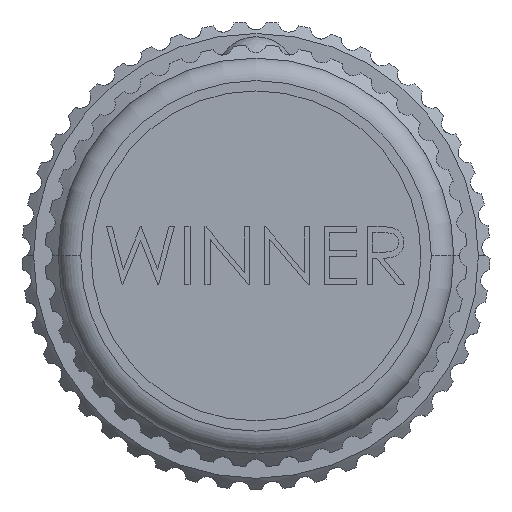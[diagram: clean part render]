
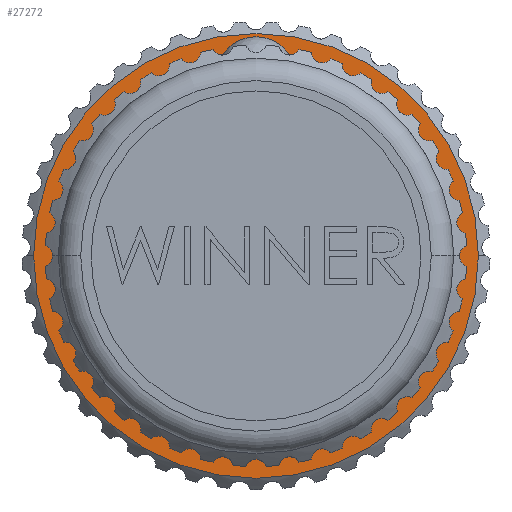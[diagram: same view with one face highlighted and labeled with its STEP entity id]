
A CAD part, left-side view. The second image highlights one B-rep face of the part: STEP entity #27272.
In plain terms, the highlighted planar face has unit normal (-1, 0, 0).
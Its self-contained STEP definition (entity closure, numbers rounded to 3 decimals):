
#1046 = EDGE_CURVE ( 'NONE', #13450, #23760, #16659, .T. ) ;
#1070 = ORIENTED_EDGE ( 'NONE', *, *, #1392, .T. ) ;
#1392 = EDGE_CURVE ( 'NONE', #26481, #15777, #8581, .T. ) ;
#1523 = AXIS2_PLACEMENT_3D ( 'NONE', #23709, #19293, #21647 ) ;
#1791 = DIRECTION ( 'NONE',  ( 0., -1., 0. ) ) ;
#1959 = DIRECTION ( 'NONE',  ( 0., -1., 0. ) ) ;
#3325 = CARTESIAN_POINT ( 'NONE',  ( -7.9, 0., 0. ) ) ;
#3666 = CARTESIAN_POINT ( 'NONE',  ( -7.9, 8.56, 0. ) ) ;
#4696 = ORIENTED_EDGE ( 'NONE', *, *, #1046, .F. ) ;
#4759 = FACE_OUTER_BOUND ( 'NONE', #7780, .T. ) ;
#5330 = AXIS2_PLACEMENT_3D ( 'NONE', #3325, #11618, #11709 ) ;
#6241 = CIRCLE ( 'NONE', #1523, 8.56 ) ;
#7202 = AXIS2_PLACEMENT_3D ( 'NONE', #19961, #20056, #1791 ) ;
#7780 = EDGE_LOOP ( 'NONE', ( #25755, #1070 ) ) ;
#8581 = CIRCLE ( 'NONE', #5330, 15.3 ) ;
#9414 = AXIS2_PLACEMENT_3D ( 'NONE', #19006, #21279, #20987 ) ;
#11102 = CARTESIAN_POINT ( 'NONE',  ( -7.9, 0., 0. ) ) ;
#11618 = DIRECTION ( 'NONE',  ( -1., 0., 0. ) ) ;
#11709 = DIRECTION ( 'NONE',  ( 0., -1., 0. ) ) ;
#11803 = FACE_BOUND ( 'NONE', #18454, .T. ) ;
#13444 = AXIS2_PLACEMENT_3D ( 'NONE', #11102, #29072, #1959 ) ;
#13450 = VERTEX_POINT ( 'NONE', #20731 ) ;
#15572 = PLANE ( 'NONE',  #7202 ) ;
#15777 = VERTEX_POINT ( 'NONE', #29164 ) ;
#16659 = CIRCLE ( 'NONE', #13444, 8.56 ) ;
#18454 = EDGE_LOOP ( 'NONE', ( #4696, #22916 ) ) ;
#19006 = CARTESIAN_POINT ( 'NONE',  ( -7.9, 0., 0. ) ) ;
#19293 = DIRECTION ( 'NONE',  ( -1., 0., 0. ) ) ;
#19961 = CARTESIAN_POINT ( 'NONE',  ( -7.9, 0., 0. ) ) ;
#20056 = DIRECTION ( 'NONE',  ( -1., 0., 0. ) ) ;
#20731 = CARTESIAN_POINT ( 'NONE',  ( -7.9, -8.56, 0. ) ) ;
#20987 = DIRECTION ( 'NONE',  ( 0., -1., 0. ) ) ;
#21279 = DIRECTION ( 'NONE',  ( -1., 0., 0. ) ) ;
#21602 = EDGE_CURVE ( 'NONE', #15777, #26481, #25366, .T. ) ;
#21647 = DIRECTION ( 'NONE',  ( 0., -1., 0. ) ) ;
#22916 = ORIENTED_EDGE ( 'NONE', *, *, #25243, .F. ) ;
#23709 = CARTESIAN_POINT ( 'NONE',  ( -7.9, 0., 0. ) ) ;
#23760 = VERTEX_POINT ( 'NONE', #3666 ) ;
#25243 = EDGE_CURVE ( 'NONE', #23760, #13450, #6241, .T. ) ;
#25366 = CIRCLE ( 'NONE', #9414, 15.3 ) ;
#25755 = ORIENTED_EDGE ( 'NONE', *, *, #21602, .T. ) ;
#26481 = VERTEX_POINT ( 'NONE', #27958 ) ;
#27272 = ADVANCED_FACE ( 'NONE', ( #11803, #4759 ), #15572, .T. ) ;
#27958 = CARTESIAN_POINT ( 'NONE',  ( -7.9, -15.3, 0. ) ) ;
#29072 = DIRECTION ( 'NONE',  ( -1., 0., 0. ) ) ;
#29164 = CARTESIAN_POINT ( 'NONE',  ( -7.9, 15.3, 0. ) ) ;
